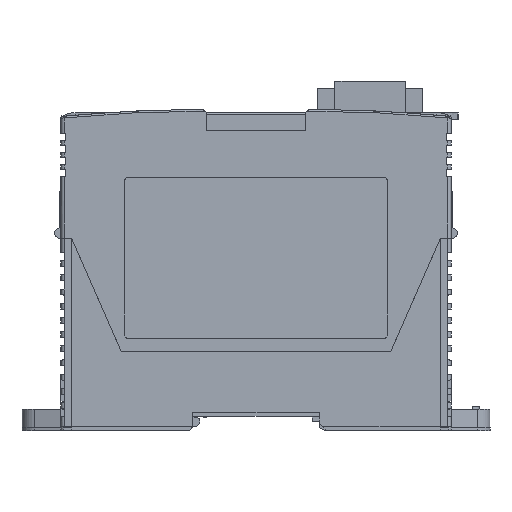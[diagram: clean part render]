
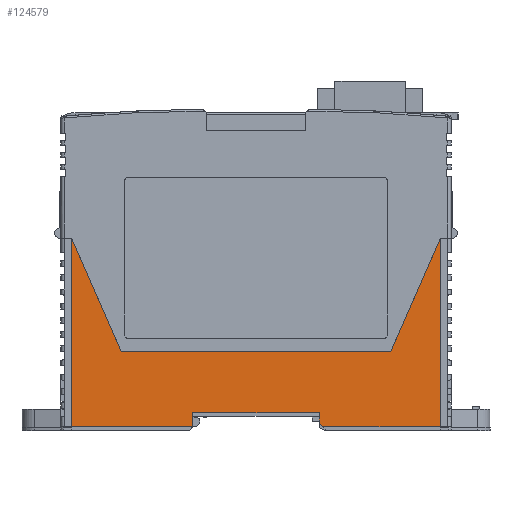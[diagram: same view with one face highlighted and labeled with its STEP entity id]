
A CAD part, left-side view. The second image highlights one B-rep face of the part: STEP entity #124579.
In plain terms, the highlighted planar face has unit normal (-1, 0, 0.018).
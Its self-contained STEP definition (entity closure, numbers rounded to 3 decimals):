
#262 = VERTEX_POINT ( 'NONE', #120134 ) ;
#715 = CARTESIAN_POINT ( 'NONE',  ( -155.724, 20.319, -10.47 ) ) ;
#1737 = CARTESIAN_POINT ( 'NONE',  ( -154.796, 20.319, 42.728 ) ) ;
#1790 = CARTESIAN_POINT ( 'NONE',  ( -155.356, 57.517, 10.629 ) ) ;
#1930 = ORIENTED_EDGE ( 'NONE', *, *, #87537, .T. ) ;
#5494 = EDGE_CURVE ( 'NONE', #122027, #27093, #16943, .T. ) ;
#6098 = CARTESIAN_POINT ( 'NONE',  ( -155.724, 54.517, -10.47 ) ) ;
#6548 = VERTEX_POINT ( 'NONE', #715 ) ;
#7696 = EDGE_CURVE ( 'NONE', #65204, #98246, #19136, .T. ) ;
#7807 = ORIENTED_EDGE ( 'NONE', *, *, #33151, .T. ) ;
#10854 = EDGE_LOOP ( 'NONE', ( #7807, #63983, #54944, #1930, #12510, #35076, #99994, #20092, #53573, #32365, #37692, #32362, #116446, #64504, #16300 ) ) ;
#12510 = ORIENTED_EDGE ( 'NONE', *, *, #67066, .T. ) ;
#13328 = VECTOR ( 'NONE', #106350, 1000. ) ;
#14081 = CARTESIAN_POINT ( 'NONE',  ( -154.801, 37.818, 42.429 ) ) ;
#14890 = VERTEX_POINT ( 'NONE', #72094 ) ;
#15850 = VERTEX_POINT ( 'NONE', #60702 ) ;
#16300 = ORIENTED_EDGE ( 'NONE', *, *, #66813, .F. ) ;
#16943 = LINE ( 'NONE', #103520, #39745 ) ;
#17410 = VECTOR ( 'NONE', #72812, 1000. ) ;
#18690 = CARTESIAN_POINT ( 'NONE',  ( -154.801, 54.517, 42.418 ) ) ;
#18731 = CARTESIAN_POINT ( 'NONE',  ( -155.354, -35.478, 10.729 ) ) ;
#19136 = LINE ( 'NONE', #96211, #80241 ) ;
#19746 = CARTESIAN_POINT ( 'NONE',  ( -154.796, 54.517, 42.728 ) ) ;
#20092 = ORIENTED_EDGE ( 'NONE', *, *, #82602, .F. ) ;
#21237 = EDGE_CURVE ( 'NONE', #104426, #122027, #69441, .T. ) ;
#21445 = VECTOR ( 'NONE', #74000, 1000. ) ;
#24900 = AXIS2_PLACEMENT_3D ( 'NONE', #90077, #91959, #43869 ) ;
#25099 = CARTESIAN_POINT ( 'NONE',  ( -154.795, -49.477, 42.765 ) ) ;
#25336 = LINE ( 'NONE', #111299, #105380 ) ;
#27093 = VERTEX_POINT ( 'NONE', #56886 ) ;
#29828 = LINE ( 'NONE', #19746, #13328 ) ;
#30078 = DIRECTION ( 'NONE',  ( 0.012, 0.707, 0.707 ) ) ;
#32362 = ORIENTED_EDGE ( 'NONE', *, *, #46558, .F. ) ;
#32365 = ORIENTED_EDGE ( 'NONE', *, *, #53581, .T. ) ;
#32574 = CARTESIAN_POINT ( 'NONE',  ( -154.788, 37.368, 43.178 ) ) ;
#32953 = LINE ( 'NONE', #90462, #117509 ) ;
#33151 = EDGE_CURVE ( 'NONE', #14890, #123263, #32953, .T. ) ;
#33794 = PLANE ( 'NONE',  #24900 ) ;
#34031 = DIRECTION ( 'NONE',  ( 0., 1., 0. ) ) ;
#34188 = LINE ( 'NONE', #65761, #21445 ) ;
#34627 = VECTOR ( 'NONE', #119722, 1000. ) ;
#35076 = ORIENTED_EDGE ( 'NONE', *, *, #7696, .F. ) ;
#36702 = VECTOR ( 'NONE', #30078, 1000. ) ;
#37692 = ORIENTED_EDGE ( 'NONE', *, *, #68970, .F. ) ;
#38083 = VERTEX_POINT ( 'NONE', #79598 ) ;
#38169 = CARTESIAN_POINT ( 'NONE',  ( -155.707, -15.279, -9.47 ) ) ;
#38481 = DIRECTION ( 'NONE',  ( 0., 1., 0. ) ) ;
#38591 = VERTEX_POINT ( 'NONE', #6098 ) ;
#38617 = VECTOR ( 'NONE', #38481, 1000. ) ;
#39745 = VECTOR ( 'NONE', #75675, 1000. ) ;
#39920 = VERTEX_POINT ( 'NONE', #18731 ) ;
#42623 = VECTOR ( 'NONE', #34031, 1000. ) ;
#43869 = DIRECTION ( 'NONE',  ( -0.017, 0., -1. ) ) ;
#46558 = EDGE_CURVE ( 'NONE', #104426, #39920, #25336, .T. ) ;
#46861 = CARTESIAN_POINT ( 'NONE',  ( -155.356, -35.478, 10.629 ) ) ;
#47382 = CARTESIAN_POINT ( 'NONE',  ( -155.356, 40.518, 10.629 ) ) ;
#50008 = EDGE_CURVE ( 'NONE', #123263, #38591, #97003, .T. ) ;
#51415 = DIRECTION ( 'NONE',  ( 0.016, -0.401, 0.916 ) ) ;
#51484 = FACE_OUTER_BOUND ( 'NONE', #10854, .T. ) ;
#52023 = LINE ( 'NONE', #65120, #34627 ) ;
#53354 = CARTESIAN_POINT ( 'NONE',  ( -154.801, -49.347, 42.429 ) ) ;
#53573 = ORIENTED_EDGE ( 'NONE', *, *, #81561, .T. ) ;
#53581 = EDGE_CURVE ( 'NONE', #38083, #60749, #100678, .T. ) ;
#54944 = ORIENTED_EDGE ( 'NONE', *, *, #120286, .F. ) ;
#56682 = VECTOR ( 'NONE', #51415, 1000. ) ;
#56886 = CARTESIAN_POINT ( 'NONE',  ( -155.354, 40.518, 10.729 ) ) ;
#60242 = EDGE_CURVE ( 'NONE', #262, #65204, #89488, .T. ) ;
#60348 = VECTOR ( 'NONE', #72466, 1000. ) ;
#60702 = CARTESIAN_POINT ( 'NONE',  ( -155.724, -49.477, -10.47 ) ) ;
#60749 = VERTEX_POINT ( 'NONE', #53354 ) ;
#62227 = VECTOR ( 'NONE', #107987, 1000. ) ;
#63968 = CARTESIAN_POINT ( 'NONE',  ( -155.654, 20.319, -6.47 ) ) ;
#63983 = ORIENTED_EDGE ( 'NONE', *, *, #50008, .T. ) ;
#64504 = ORIENTED_EDGE ( 'NONE', *, *, #5494, .T. ) ;
#65120 = CARTESIAN_POINT ( 'NONE',  ( -155.724, -16.279, -10.47 ) ) ;
#65204 = VERTEX_POINT ( 'NONE', #38169 ) ;
#65761 = CARTESIAN_POINT ( 'NONE',  ( -155.654, 37.818, -6.47 ) ) ;
#66813 = EDGE_CURVE ( 'NONE', #14890, #27093, #29828, .T. ) ;
#67066 = EDGE_CURVE ( 'NONE', #92172, #98246, #34188, .T. ) ;
#68358 = DIRECTION ( 'NONE',  ( 0.017, 0., 1. ) ) ;
#68970 = EDGE_CURVE ( 'NONE', #39920, #60749, #79884, .T. ) ;
#69441 = LINE ( 'NONE', #1790, #38617 ) ;
#72094 = CARTESIAN_POINT ( 'NONE',  ( -154.801, 54.387, 42.429 ) ) ;
#72466 = DIRECTION ( 'NONE',  ( 0.017, 0., 1. ) ) ;
#72812 = DIRECTION ( 'NONE',  ( 0., 1., 0. ) ) ;
#74000 = DIRECTION ( 'NONE',  ( 0., -1., 0. ) ) ;
#75309 = VECTOR ( 'NONE', #76767, 1000. ) ;
#75675 = DIRECTION ( 'NONE',  ( 0.017, 0., 1. ) ) ;
#76767 = DIRECTION ( 'NONE',  ( -0.017, 0., -1. ) ) ;
#79598 = CARTESIAN_POINT ( 'NONE',  ( -154.801, -49.477, 42.429 ) ) ;
#79884 = LINE ( 'NONE', #118474, #56682 ) ;
#80241 = VECTOR ( 'NONE', #68358, 1000. ) ;
#81561 = EDGE_CURVE ( 'NONE', #15850, #38083, #100941, .T. ) ;
#82602 = EDGE_CURVE ( 'NONE', #15850, #262, #90317, .T. ) ;
#87537 = EDGE_CURVE ( 'NONE', #6548, #92172, #116232, .T. ) ;
#89488 = LINE ( 'NONE', #32574, #36702 ) ;
#90077 = CARTESIAN_POINT ( 'NONE',  ( -154.796, 37.818, 42.728 ) ) ;
#90317 = LINE ( 'NONE', #109293, #42623 ) ;
#90462 = CARTESIAN_POINT ( 'NONE',  ( -154.801, 37.818, 42.429 ) ) ;
#91959 = DIRECTION ( 'NONE',  ( 1., 0., -0.017 ) ) ;
#92172 = VERTEX_POINT ( 'NONE', #63968 ) ;
#96211 = CARTESIAN_POINT ( 'NONE',  ( -154.796, -15.279, 42.728 ) ) ;
#97003 = LINE ( 'NONE', #18690, #75309 ) ;
#98246 = VERTEX_POINT ( 'NONE', #116011 ) ;
#99994 = ORIENTED_EDGE ( 'NONE', *, *, #60242, .F. ) ;
#100678 = LINE ( 'NONE', #14081, #17410 ) ;
#100941 = LINE ( 'NONE', #25099, #60348 ) ;
#103520 = CARTESIAN_POINT ( 'NONE',  ( -154.796, 40.518, 42.728 ) ) ;
#104426 = VERTEX_POINT ( 'NONE', #46861 ) ;
#105380 = VECTOR ( 'NONE', #121412, 1000. ) ;
#106350 = DIRECTION ( 'NONE',  ( -0.016, -0.401, -0.916 ) ) ;
#107987 = DIRECTION ( 'NONE',  ( 0.017, 0., 1. ) ) ;
#108828 = DIRECTION ( 'NONE',  ( 0., 1., 0. ) ) ;
#109293 = CARTESIAN_POINT ( 'NONE',  ( -155.724, -16.279, -10.47 ) ) ;
#111299 = CARTESIAN_POINT ( 'NONE',  ( -155.393, -35.478, 8.529 ) ) ;
#114489 = CARTESIAN_POINT ( 'NONE',  ( -154.801, 54.517, 42.429 ) ) ;
#116011 = CARTESIAN_POINT ( 'NONE',  ( -155.654, -15.279, -6.47 ) ) ;
#116232 = LINE ( 'NONE', #1737, #62227 ) ;
#116446 = ORIENTED_EDGE ( 'NONE', *, *, #21237, .T. ) ;
#117509 = VECTOR ( 'NONE', #108828, 1000. ) ;
#118474 = CARTESIAN_POINT ( 'NONE',  ( -155.354, -35.478, 10.729 ) ) ;
#119722 = DIRECTION ( 'NONE',  ( 0., 1., 0. ) ) ;
#120134 = CARTESIAN_POINT ( 'NONE',  ( -155.724, -16.279, -10.47 ) ) ;
#120286 = EDGE_CURVE ( 'NONE', #6548, #38591, #52023, .T. ) ;
#121412 = DIRECTION ( 'NONE',  ( 0.017, 0., 1. ) ) ;
#122027 = VERTEX_POINT ( 'NONE', #47382 ) ;
#123263 = VERTEX_POINT ( 'NONE', #114489 ) ;
#124579 = ADVANCED_FACE ( 'NONE', ( #51484 ), #33794, .F. ) ;
